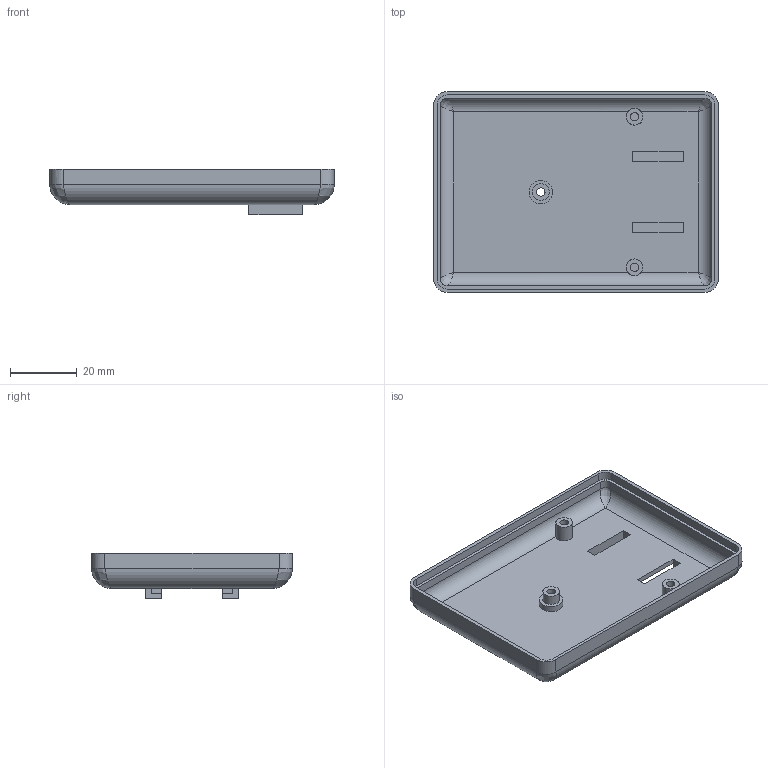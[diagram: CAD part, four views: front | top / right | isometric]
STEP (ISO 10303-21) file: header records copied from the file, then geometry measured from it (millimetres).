
FILE_DESCRIPTION(('FreeCAD Model'),'2;1');
FILE_NAME('Open CASCADE Shape Model','2024-07-06T23:13:38',('Author'),( ''),'Open CASCADE STEP processor 7.6','FreeCAD','Unknown');
FILE_SCHEMA(('AUTOMOTIVE_DESIGN { 1 0 10303 214 1 1 1 1 }'));
Length unit declared in the file: millimetre
Products named in the file (1): Bottom
Bounding box: 85 x 60 x 13.5 mm (x, y, z)
Volume: 11138 mm3; surface area: 15111.2 mm2
Topology: 1 solids, 1 shells, 79 faces, 190 edges, 112 vertices
Faces by surface type: plane 43, cylinder 28, bspline 8
Full cylindrical faces by diameter (mm): 2.5 x3, 5 x3, 5.5 x1, 7 x1
Entity records: 3038 total; most frequent: CARTESIAN_POINT 1268, ORIENTED_EDGE 364, DIRECTION 334, EDGE_CURVE 182, LINE 122, VECTOR 122, VERTEX_POINT 112, AXIS2_PLACEMENT_3D 106
